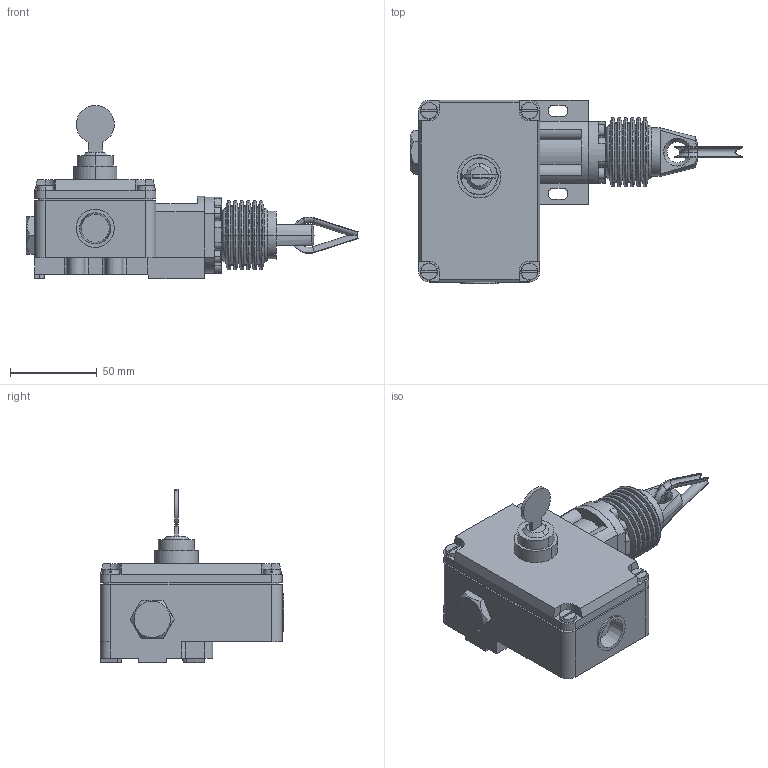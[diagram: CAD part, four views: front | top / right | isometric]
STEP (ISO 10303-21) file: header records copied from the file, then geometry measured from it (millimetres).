
FILE_DESCRIPTION(('STEP AP214'),'1');
FILE_NAME('cctmp_BFFA77FC-1408-4120-9C68-469489C12FA4_2023_07_21_12_42_59_0592..stp','2023-07-21T10:43:00',('SIEMENS A&D'),('CADClick - www.CADClick.com'),'Spatial InterOp 3D postprocessed',' ','unknown authorization');
FILE_SCHEMA(('AUTOMOTIVE_DESIGN'));
Length unit declared in the file: millimetre
Products named in the file (3): cc_unnamed; 2023_07_21_12_42_59_0568; 2023_07_21_12_42_59_0565
Assembly tree (2 placements, depth 2):
  cc_unnamed
    2023_07_21_12_42_59_0568
    2023_07_21_12_42_59_0565
Bounding box: 191.82 x 106 x 100 mm (x, y, z)
Volume: 459677.5 mm3; surface area: 58875.6 mm2
Topology: 2 solids, 3 shells, 379 faces, 948 edges, 595 vertices
Faces by surface type: plane 173, cylinder 90, torus 64, cone 50, sphere 2
Entity records: 12670 total; most frequent: CARTESIAN_POINT 2108, DIRECTION 2097, ORIENTED_EDGE 1892, EDGE_CURVE 946, AXIS2_PLACEMENT_3D 802, VERTEX_POINT 595, LINE 493, VECTOR 493
